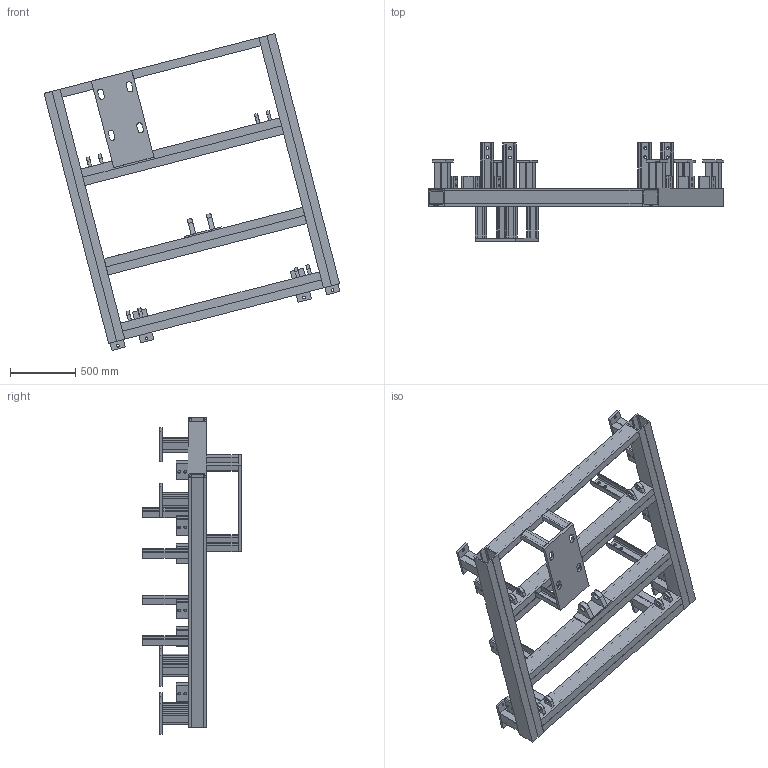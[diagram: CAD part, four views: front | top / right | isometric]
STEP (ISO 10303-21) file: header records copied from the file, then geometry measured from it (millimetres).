
FILE_DESCRIPTION(('FreeCAD Model'),'2;1');
FILE_NAME('Open CASCADE Shape Model','2025-04-25T21:40:14',('FreeCAD'),( 'FreeCAD'),'Open CASCADE STEP processor 7.6','FreeCAD','Unknown');
FILE_SCHEMA(('AUTOMOTIVE_DESIGN { 1 0 10303 214 1 1 1 1 }'));
Length unit declared in the file: millimetre
Products named in the file (1): Open CASCADE STEP translator 7.6 1
Bounding box: 2269.42 x 754.68 x 2428.63 mm (x, y, z)
Volume: 62668563.1 mm3; surface area: 12994655.9 mm2
Topology: 73 solids, 73 shells, 756 faces, 2783 edges, 2980 vertices
Faces by surface type: bspline 756
Entity records: 28297 total; most frequent: CARTESIAN_POINT 14195, ORIENTED_EDGE 3820, B_SPLINE_CURVE_WITH_KNOTS 2105, EDGE_CURVE 1910, VERTEX_POINT 1300, GEOMETRIC_CURVE_SET 873, TRIMMED_CURVE 873, FACE_BOUND 872
